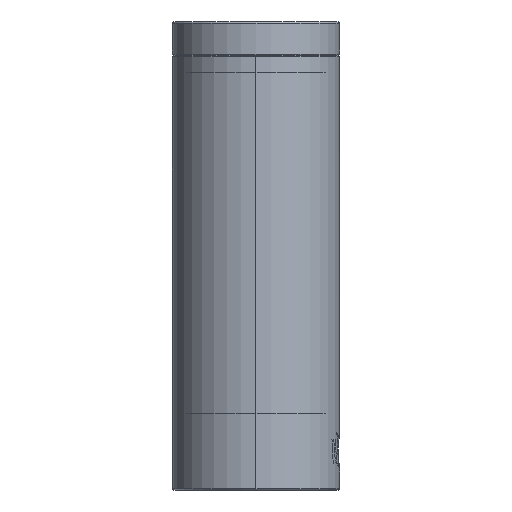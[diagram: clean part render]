
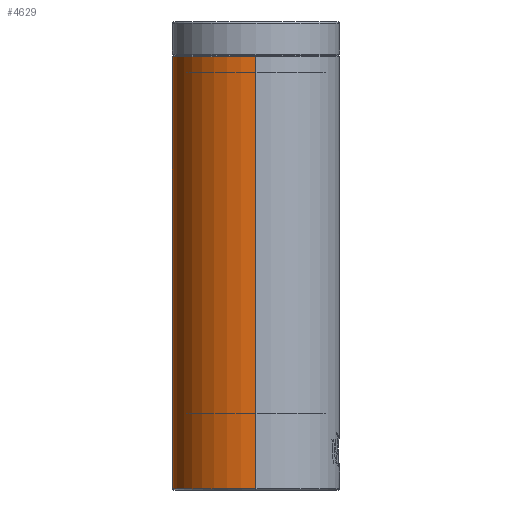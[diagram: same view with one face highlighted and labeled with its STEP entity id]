
A CAD part, left-side view. The second image highlights one B-rep face of the part: STEP entity #4629.
In plain terms, the highlighted cylindrical face has radius 12.5 mm (diameter 25 mm), a partial arc.
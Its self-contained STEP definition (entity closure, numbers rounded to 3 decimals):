
#3361=CARTESIAN_POINT('',(0.2,0.,0.));
#3362=DIRECTION('',(-1.,0.,0.));
#3363=DIRECTION('',(0.,1.,0.));
#3364=AXIS2_PLACEMENT_3D('',#3361,#3362,#3363);
#3366=DIRECTION('',(-1.,0.,0.));
#3367=VECTOR('',#3366,64.6);
#3368=CARTESIAN_POINT('',(64.8,-12.5,0.));
#3369=LINE('',#3368,#3367);
#3370=CARTESIAN_POINT('',(64.8,0.,0.));
#3371=DIRECTION('',(-1.,0.,0.));
#3372=DIRECTION('',(0.,1.,0.));
#3373=AXIS2_PLACEMENT_3D('',#3370,#3371,#3372);
#3375=DIRECTION('',(-1.,0.,0.));
#3376=VECTOR('',#3375,64.6);
#3377=CARTESIAN_POINT('',(64.8,12.5,0.));
#3378=LINE('',#3377,#3376);
#3470=CARTESIAN_POINT('',(64.8,-12.5,0.));
#3471=CARTESIAN_POINT('',(64.8,12.5,0.));
#3472=VERTEX_POINT('',#3470);
#3473=VERTEX_POINT('',#3471);
#3482=CARTESIAN_POINT('',(0.2,-12.5,0.));
#3483=CARTESIAN_POINT('',(0.2,12.5,0.));
#3484=VERTEX_POINT('',#3482);
#3485=VERTEX_POINT('',#3483);
#4617=CARTESIAN_POINT('',(-3.25,0.,0.));
#4618=DIRECTION('',(1.,0.,0.));
#4619=DIRECTION('',(0.,-1.,0.));
#4620=AXIS2_PLACEMENT_3D('',#4617,#4618,#4619);
#4621=CYLINDRICAL_SURFACE('',#4620,12.5);
#4622=ORIENTED_EDGE('',*,*,#4611,.T.);
#4623=ORIENTED_EDGE('',*,*,#4309,.F.);
#4625=ORIENTED_EDGE('',*,*,#4624,.F.);
#4626=ORIENTED_EDGE('',*,*,#4305,.T.);
#4627=EDGE_LOOP('',(#4622,#4623,#4625,#4626));
#4628=FACE_OUTER_BOUND('',#4627,.F.);
#3365=CIRCLE('',#3364,12.5);
#3374=CIRCLE('',#3373,12.5);
#4305=EDGE_CURVE('',#3473,#3485,#3378,.T.);
#4309=EDGE_CURVE('',#3472,#3484,#3369,.T.);
#4611=EDGE_CURVE('',#3485,#3484,#3365,.T.);
#4624=EDGE_CURVE('',#3473,#3472,#3374,.T.);
#4629=ADVANCED_FACE('',(#4628),#4621,.T.);
